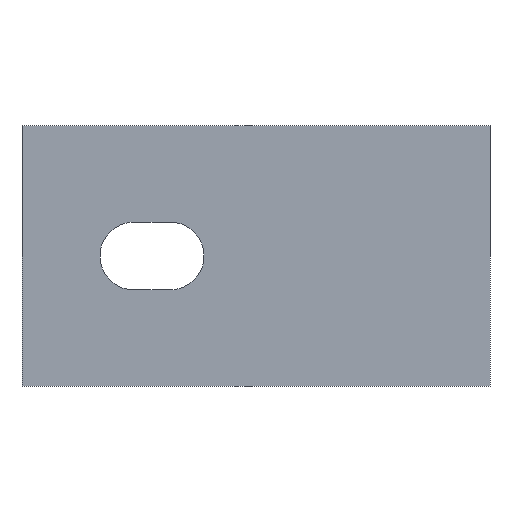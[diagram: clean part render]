
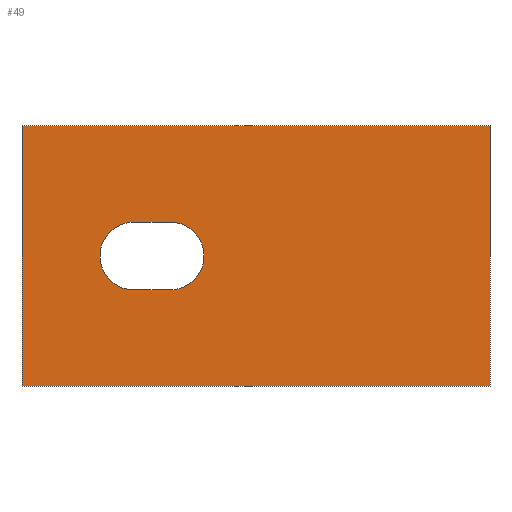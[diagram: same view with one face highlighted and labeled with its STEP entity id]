
A CAD part, left-side view. The second image highlights one B-rep face of the part: STEP entity #49.
In plain terms, the highlighted planar face has unit normal (-1, 0, 0).
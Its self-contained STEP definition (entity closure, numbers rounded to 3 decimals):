
#15=FACE_BOUND('',#156,.T.);
#49=ADVANCED_FACE('',(#102,#15),#755,.T.);
#102=FACE_OUTER_BOUND('',#155,.T.);
#155=EDGE_LOOP('',(#291,#292,#293,#294));
#156=EDGE_LOOP('',(#295,#296,#297,#298));
#291=ORIENTED_EDGE('',*,*,#472,.T.);
#292=ORIENTED_EDGE('',*,*,#475,.T.);
#293=ORIENTED_EDGE('',*,*,#474,.T.);
#294=ORIENTED_EDGE('',*,*,#473,.T.);
#295=ORIENTED_EDGE('',*,*,#489,.T.);
#296=ORIENTED_EDGE('',*,*,#477,.T.);
#297=ORIENTED_EDGE('',*,*,#493,.T.);
#298=ORIENTED_EDGE('',*,*,#476,.T.);
#472=EDGE_CURVE('',#683,#687,#603,.T.);
#473=EDGE_CURVE('',#685,#683,#604,.T.);
#474=EDGE_CURVE('',#686,#685,#605,.T.);
#475=EDGE_CURVE('',#687,#686,#606,.T.);
#476=EDGE_CURVE('',#688,#684,#607,.T.);
#477=EDGE_CURVE('',#689,#690,#608,.T.);
#489=EDGE_CURVE('',#684,#689,#541,.T.);
#493=EDGE_CURVE('',#690,#688,#543,.T.);
#541=(
BOUNDED_CURVE()
B_SPLINE_CURVE(2,(#1477,#1478,#1479,#1480,#1481),.UNSPECIFIED.,.F.,.F.)
B_SPLINE_CURVE_WITH_KNOTS((3,2,3),(-20.42,-10.21,
0.),.UNSPECIFIED.)
CURVE()
GEOMETRIC_REPRESENTATION_ITEM()
RATIONAL_B_SPLINE_CURVE((1.,0.707,1.,0.707,1.))
REPRESENTATION_ITEM('')
);
#543=(
BOUNDED_CURVE()
B_SPLINE_CURVE(2,(#1491,#1492,#1493,#1494,#1495),.UNSPECIFIED.,.F.,.F.)
B_SPLINE_CURVE_WITH_KNOTS((3,2,3),(-20.42,-10.21,
0.),.UNSPECIFIED.)
CURVE()
GEOMETRIC_REPRESENTATION_ITEM()
RATIONAL_B_SPLINE_CURVE((1.,0.707,1.,0.707,1.))
REPRESENTATION_ITEM('')
);
#603=B_SPLINE_CURVE_WITH_KNOTS('',1,(#1440,#1441),.UNSPECIFIED.,.F.,.F.,
(2,2),(0.,90.),.UNSPECIFIED.);
#604=B_SPLINE_CURVE_WITH_KNOTS('',1,(#1442,#1443),.UNSPECIFIED.,.F.,.F.,
(2,2),(230.,280.),.UNSPECIFIED.);
#605=B_SPLINE_CURVE_WITH_KNOTS('',1,(#1444,#1445),.UNSPECIFIED.,.F.,.F.,
(2,2),(140.,230.),.UNSPECIFIED.);
#606=B_SPLINE_CURVE_WITH_KNOTS('',1,(#1446,#1447),.UNSPECIFIED.,.F.,.F.,
(2,2),(90.,140.),.UNSPECIFIED.);
#607=B_SPLINE_CURVE_WITH_KNOTS('',1,(#1448,#1449),.UNSPECIFIED.,.F.,.F.,
(2,2),(-7.,0.),.UNSPECIFIED.);
#608=B_SPLINE_CURVE_WITH_KNOTS('',1,(#1450,#1451),.UNSPECIFIED.,.F.,.F.,
(2,2),(-7.,0.),.UNSPECIFIED.);
#683=VERTEX_POINT('',#1424);
#684=VERTEX_POINT('',#1425);
#685=VERTEX_POINT('',#1426);
#686=VERTEX_POINT('',#1427);
#687=VERTEX_POINT('',#1428);
#688=VERTEX_POINT('',#1429);
#689=VERTEX_POINT('',#1430);
#690=VERTEX_POINT('',#1431);
#755=PLANE('',#970);
#970=AXIS2_PLACEMENT_3D('',#1380,#1014,$);
#1014=DIRECTION('',(-1.,0.,0.));
#1380=CARTESIAN_POINT('',(0.,0.,25.));
#1424=CARTESIAN_POINT('',(0.,90.,-25.));
#1425=CARTESIAN_POINT('',(0.,68.5,-6.5));
#1426=CARTESIAN_POINT('',(0.,90.,25.));
#1427=CARTESIAN_POINT('',(0.,0.,25.));
#1428=CARTESIAN_POINT('',(0.,0.,-25.));
#1429=CARTESIAN_POINT('',(0.,61.5,-6.5));
#1430=CARTESIAN_POINT('',(0.,68.5,6.5));
#1431=CARTESIAN_POINT('',(0.,61.5,6.5));
#1440=CARTESIAN_POINT('',(0.,90.,-25.));
#1441=CARTESIAN_POINT('',(0.,0.,-25.));
#1442=CARTESIAN_POINT('',(0.,90.,25.));
#1443=CARTESIAN_POINT('',(0.,90.,-25.));
#1444=CARTESIAN_POINT('',(0.,0.,25.));
#1445=CARTESIAN_POINT('',(0.,90.,25.));
#1446=CARTESIAN_POINT('',(0.,0.,-25.));
#1447=CARTESIAN_POINT('',(0.,0.,25.));
#1448=CARTESIAN_POINT('',(0.,61.5,-6.5));
#1449=CARTESIAN_POINT('',(0.,68.5,-6.5));
#1450=CARTESIAN_POINT('',(0.,68.5,6.5));
#1451=CARTESIAN_POINT('',(0.,61.5,6.5));
#1477=CARTESIAN_POINT('',(0.,68.5,-6.5));
#1478=CARTESIAN_POINT('',(0.,75.,-6.5));
#1479=CARTESIAN_POINT('',(0.,75.,0.));
#1480=CARTESIAN_POINT('',(0.,75.,6.5));
#1481=CARTESIAN_POINT('',(0.,68.5,6.5));
#1491=CARTESIAN_POINT('',(0.,61.5,6.5));
#1492=CARTESIAN_POINT('',(0.,55.,6.5));
#1493=CARTESIAN_POINT('',(0.,55.,0.));
#1494=CARTESIAN_POINT('',(0.,55.,-6.5));
#1495=CARTESIAN_POINT('',(0.,61.5,-6.5));
